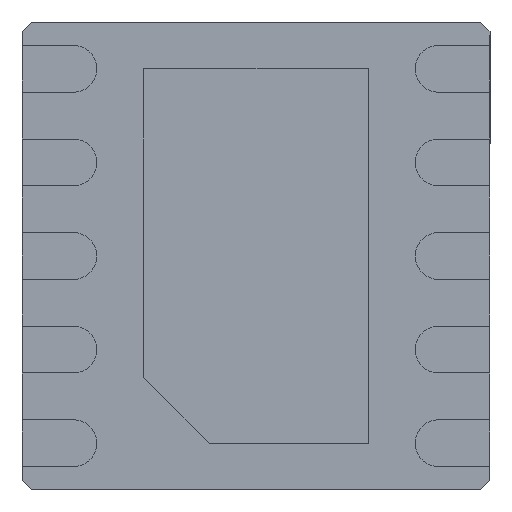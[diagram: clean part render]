
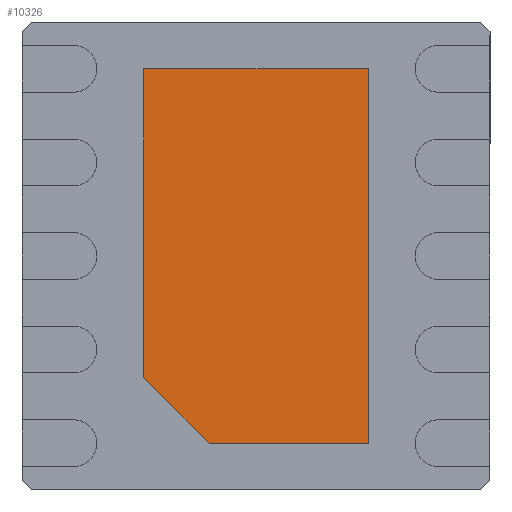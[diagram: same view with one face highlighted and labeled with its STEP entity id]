
A CAD part, front view. The second image highlights one B-rep face of the part: STEP entity #10326.
In plain terms, the highlighted planar face has unit normal (0, -1, 0).
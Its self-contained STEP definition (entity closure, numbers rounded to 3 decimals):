
#1156 = VERTEX_POINT ( 'NONE', #24927 ) ;
#2063 = CARTESIAN_POINT ( 'NONE',  ( 0.6, 0., -1. ) ) ;
#2345 = VERTEX_POINT ( 'NONE', #21016 ) ;
#3228 = VERTEX_POINT ( 'NONE', #2063 ) ;
#3740 = DIRECTION ( 'NONE',  ( 0., 0., -1. ) ) ;
#4864 = ORIENTED_EDGE ( 'NONE', *, *, #6963, .T. ) ;
#5565 = LINE ( 'NONE', #17245, #14868 ) ;
#5596 = DIRECTION ( 'NONE',  ( 0.707, 0., -0.707 ) ) ;
#6918 = CARTESIAN_POINT ( 'NONE',  ( 0.6, 0., 1. ) ) ;
#6963 = EDGE_CURVE ( 'NONE', #1156, #2345, #24058, .T. ) ;
#7172 = ORIENTED_EDGE ( 'NONE', *, *, #10655, .T. ) ;
#7285 = EDGE_CURVE ( 'NONE', #3228, #12686, #7340, .T. ) ;
#7340 = LINE ( 'NONE', #15248, #20372 ) ;
#8057 = AXIS2_PLACEMENT_3D ( 'NONE', #19049, #18792, #15050 ) ;
#8281 = LINE ( 'NONE', #19932, #19654 ) ;
#10326 = ADVANCED_FACE ( 'NONE', ( #15298 ), #11141, .T. ) ;
#10655 = EDGE_CURVE ( 'NONE', #12686, #25479, #8281, .T. ) ;
#10790 = EDGE_LOOP ( 'NONE', ( #17381, #4864, #16299, #23060, #7172 ) ) ;
#11141 = PLANE ( 'NONE',  #8057 ) ;
#11938 = CARTESIAN_POINT ( 'NONE',  ( 0.6, 0., -1. ) ) ;
#12686 = VERTEX_POINT ( 'NONE', #6918 ) ;
#14868 = VECTOR ( 'NONE', #3740, 1000. ) ;
#14979 = EDGE_CURVE ( 'NONE', #25479, #1156, #5565, .T. ) ;
#15050 = DIRECTION ( 'NONE',  ( 0., 0., -1. ) ) ;
#15248 = CARTESIAN_POINT ( 'NONE',  ( 0.6, 0., 1. ) ) ;
#15298 = FACE_OUTER_BOUND ( 'NONE', #10790, .T. ) ;
#15392 = VECTOR ( 'NONE', #5596, 1000. ) ;
#16013 = VECTOR ( 'NONE', #17643, 1000. ) ;
#16299 = ORIENTED_EDGE ( 'NONE', *, *, #21869, .T. ) ;
#17245 = CARTESIAN_POINT ( 'NONE',  ( -0.6, 0., 1. ) ) ;
#17381 = ORIENTED_EDGE ( 'NONE', *, *, #14979, .T. ) ;
#17643 = DIRECTION ( 'NONE',  ( 1., 0., 0. ) ) ;
#18792 = DIRECTION ( 'NONE',  ( 0., -1., 0. ) ) ;
#19049 = CARTESIAN_POINT ( 'NONE',  ( 0., 0., 0. ) ) ;
#19646 = CARTESIAN_POINT ( 'NONE',  ( -0.6, 0., 1. ) ) ;
#19654 = VECTOR ( 'NONE', #21887, 1000. ) ;
#19932 = CARTESIAN_POINT ( 'NONE',  ( 0.6, 0., 1. ) ) ;
#19963 = LINE ( 'NONE', #11938, #16013 ) ;
#20372 = VECTOR ( 'NONE', #23124, 1000. ) ;
#21016 = CARTESIAN_POINT ( 'NONE',  ( -0.25, 0., -1. ) ) ;
#21869 = EDGE_CURVE ( 'NONE', #2345, #3228, #19963, .T. ) ;
#21887 = DIRECTION ( 'NONE',  ( -1., 0., 0. ) ) ;
#23060 = ORIENTED_EDGE ( 'NONE', *, *, #7285, .T. ) ;
#23124 = DIRECTION ( 'NONE',  ( 0., 0., 1. ) ) ;
#24058 = LINE ( 'NONE', #25377, #15392 ) ;
#24927 = CARTESIAN_POINT ( 'NONE',  ( -0.6, 0., -0.65 ) ) ;
#25377 = CARTESIAN_POINT ( 'NONE',  ( -0.625, 0., -0.625 ) ) ;
#25479 = VERTEX_POINT ( 'NONE', #19646 ) ;
